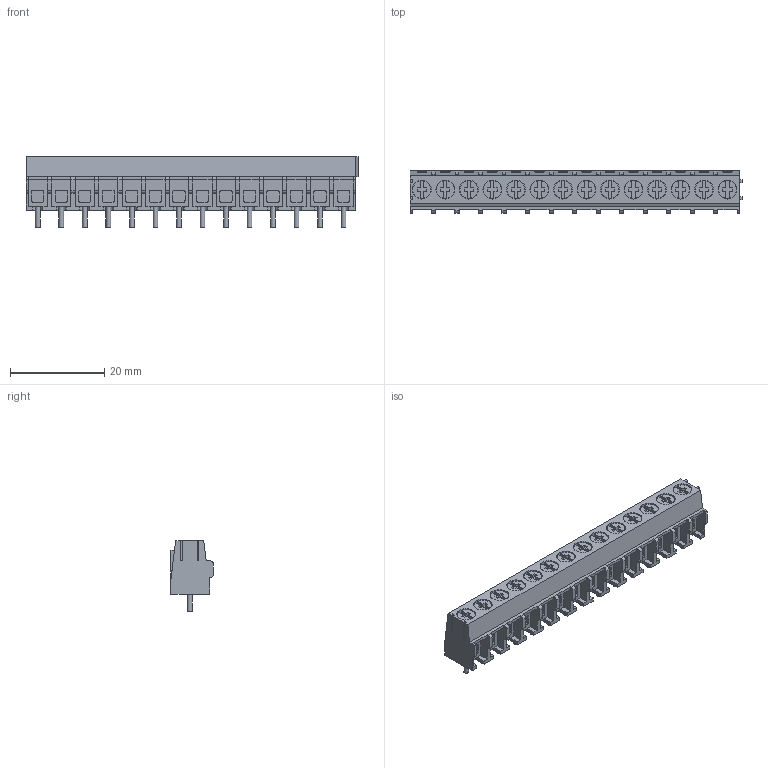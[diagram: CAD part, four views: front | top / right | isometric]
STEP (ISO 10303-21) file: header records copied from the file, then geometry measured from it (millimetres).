
FILE_DESCRIPTION(/* description */ ('model of TerminalBlock_Phoenix_PT-1,5-14-5.0-H_1x14_P5.00mm_Horizontal'),/* implementation_level */ '2;1');
FILE_NAME(/* name */ 'TerminalBlock_Phoenix_PT-1,5-14-5.0-H_1x14_P5.00mm_Horizontal.step',/* time_stamp */ '1970-01-01T00:00:00',/* author */ ('KiCAD','kicad'),/* organization */ ('OCCT'),/* preprocessor_version */ '',/* originating_system */ 'KiCAD',/* authorisation */ '');
FILE_SCHEMA(('AUTOMOTIVE_DESIGN { 1 0 10303 214 1 1 1 1 }'));
Length unit declared in the file: millimetre
Products named in the file (1): TerminalBlock_Phoenix_PT-1,5-14-5.0-H_1x14_P5.00mm_Horizontal
Bounding box: 70.57 x 9 x 15 mm (x, y, z)
Volume: 4677.8 mm3; surface area: 6216.9 mm2
Topology: 1 solids, 1 shells, 726 faces, 1962 edges, 1294 vertices
Faces by surface type: plane 556, cylinder 170
Full cylindrical faces by diameter (mm): 1 x14, 2.2 x14, 3.8 x14, 4 x14
Entity records: 14782 total; most frequent: ORIENTED_EDGE 3107, CARTESIAN_POINT 2264, EDGE_CURVE 1962, VERTEX_POINT 1294, LINE 1256, AXIS2_PLACEMENT_3D 858, FACE_BOUND 796, EDGE_LOOP 796
